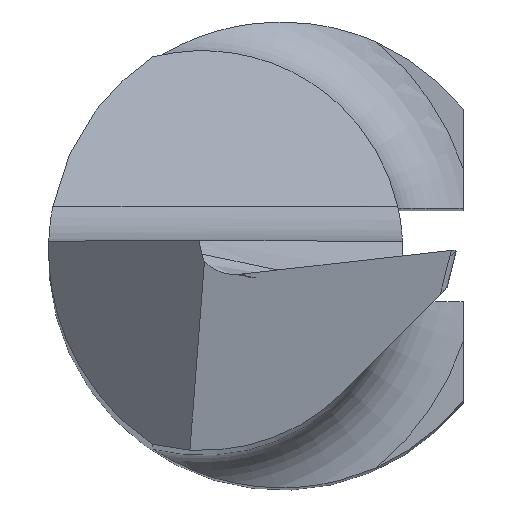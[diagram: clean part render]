
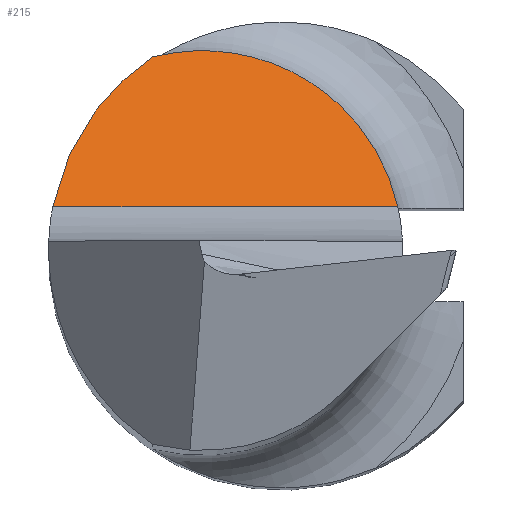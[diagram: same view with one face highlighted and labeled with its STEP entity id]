
A CAD part, top view. The second image highlights one B-rep face of the part: STEP entity #215.
In plain terms, the highlighted planar face has unit normal (0, 0.766, 0.643).
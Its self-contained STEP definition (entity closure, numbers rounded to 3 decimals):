
#16 = EDGE_CURVE ( 'NONE', #768, #1192, #1086, .T. ) ;
#74 = CARTESIAN_POINT ( 'NONE',  ( -2.5, 0.474, 41.022 ) ) ;
#116 = LINE ( 'NONE', #686, #356 ) ;
#118 = CARTESIAN_POINT ( 'NONE',  ( -2.455, 0.474, 41.022 ) ) ;
#139 =( BOUNDED_CURVE ( )  B_SPLINE_CURVE ( 3, ( #674, #293, #490, #823 ),
 .UNSPECIFIED., .F., .T. ) 
 B_SPLINE_CURVE_WITH_KNOTS ( ( 4, 4 ),
 ( 6.033, 7.632 ),
 .UNSPECIFIED. ) 
 CURVE ( )  GEOMETRIC_REPRESENTATION_ITEM ( )  RATIONAL_B_SPLINE_CURVE ( ( 1., 0.798, 0.798, 1. ) ) 
 REPRESENTATION_ITEM ( '' )  );
#143 = CARTESIAN_POINT ( 'NONE',  ( -1.382, 2.083, 39.105 ) ) ;
#154 = ORIENTED_EDGE ( 'NONE', *, *, #16, .F. ) ;
#166 = AXIS2_PLACEMENT_3D ( 'NONE', #74, #1184, #728 ) ;
#215 = ADVANCED_FACE ( 'NONE', ( #450 ), #644, .F. ) ;
#222 = DIRECTION ( 'NONE',  ( 1., 0., 0. ) ) ;
#270 = ORIENTED_EDGE ( 'NONE', *, *, #449, .F. ) ;
#286 = CARTESIAN_POINT ( 'NONE',  ( -2.455, 0.474, 41.022 ) ) ;
#293 = CARTESIAN_POINT ( 'NONE',  ( -0.135, 2.402, 38.725 ) ) ;
#311 = CARTESIAN_POINT ( 'NONE',  ( -1.949, 1.707, 39.553 ) ) ;
#356 = VECTOR ( 'NONE', #222, 1000. ) ;
#449 = EDGE_CURVE ( 'NONE', #1192, #921, #139, .T. ) ;
#450 = FACE_OUTER_BOUND ( 'NONE', #471, .T. ) ;
#471 = EDGE_LOOP ( 'NONE', ( #539, #270, #154 ) ) ;
#490 = CARTESIAN_POINT ( 'NONE',  ( 0.963, 1.73, 39.526 ) ) ;
#510 = EDGE_CURVE ( 'NONE', #768, #921, #116, .T. ) ;
#539 = ORIENTED_EDGE ( 'NONE', *, *, #510, .T. ) ;
#644 = PLANE ( 'NONE',  #166 ) ;
#674 = CARTESIAN_POINT ( 'NONE',  ( -1.382, 2.083, 39.105 ) ) ;
#686 = CARTESIAN_POINT ( 'NONE',  ( -2.5, 0.474, 41.022 ) ) ;
#728 = DIRECTION ( 'NONE',  ( 0., 0.643, -0.766 ) ) ;
#768 = VERTEX_POINT ( 'NONE', #286 ) ;
#823 = CARTESIAN_POINT ( 'NONE',  ( 1.247, 0.474, 41.022 ) ) ;
#856 = CARTESIAN_POINT ( 'NONE',  ( -2.326, 1.142, 40.227 ) ) ;
#921 = VERTEX_POINT ( 'NONE', #1100 ) ;
#1031 = CARTESIAN_POINT ( 'NONE',  ( -1.382, 2.083, 39.105 ) ) ;
#1086 =( BOUNDED_CURVE ( )  B_SPLINE_CURVE ( 3, ( #118, #856, #311, #1031 ),
 .UNSPECIFIED., .F., .T. ) 
 B_SPLINE_CURVE_WITH_KNOTS ( ( 4, 4 ),
 ( 4.903, 5.697 ),
 .UNSPECIFIED. ) 
 CURVE ( )  GEOMETRIC_REPRESENTATION_ITEM ( )  RATIONAL_B_SPLINE_CURVE ( ( 1., 0.948, 0.948, 1. ) ) 
 REPRESENTATION_ITEM ( '' )  );
#1100 = CARTESIAN_POINT ( 'NONE',  ( 1.247, 0.474, 41.022 ) ) ;
#1184 = DIRECTION ( 'NONE',  ( 0., -0.766, -0.643 ) ) ;
#1192 = VERTEX_POINT ( 'NONE', #143 ) ;
